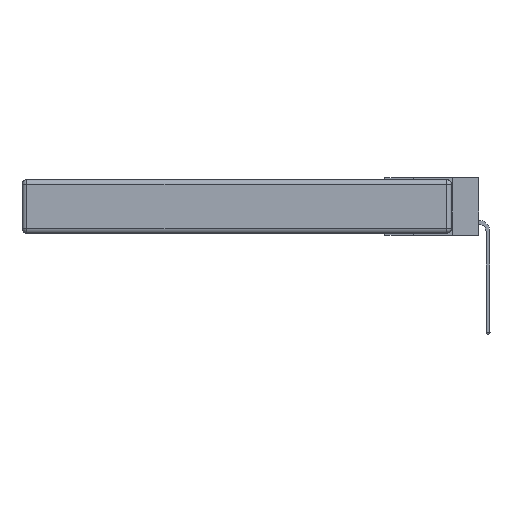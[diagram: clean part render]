
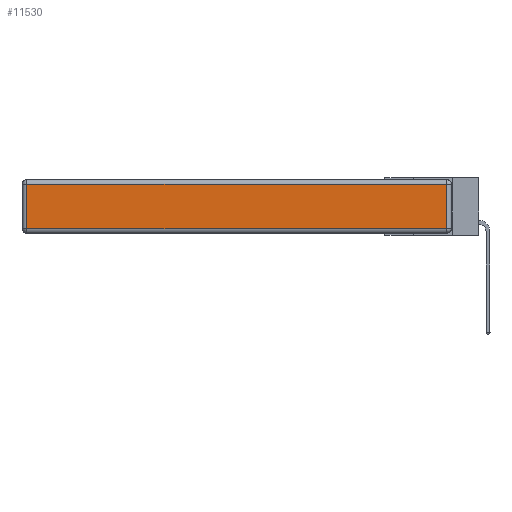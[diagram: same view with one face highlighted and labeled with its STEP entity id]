
A CAD part, left-side view. The second image highlights one B-rep face of the part: STEP entity #11530.
In plain terms, the highlighted planar face has unit normal (-1, 0, 0).
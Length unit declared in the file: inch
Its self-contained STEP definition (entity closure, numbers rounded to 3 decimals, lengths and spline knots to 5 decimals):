
#1318 = VERTEX_POINT ( 'NONE', #15297 ) ;
#2202 = CARTESIAN_POINT ( 'NONE',  ( 0., 2.72, -0.313 ) ) ;
#2391 = CARTESIAN_POINT ( 'NONE',  ( 0., 2.72, -0.03 ) ) ;
#5082 = VECTOR ( 'NONE', #15177, 39.37008 ) ;
#5281 = CARTESIAN_POINT ( 'NONE',  ( 0., 0., -0.343 ) ) ;
#5363 = DIRECTION ( 'NONE',  ( 0., 0., 1. ) ) ;
#5481 = ORIENTED_EDGE ( 'NONE', *, *, #18497, .T. ) ;
#6441 = CARTESIAN_POINT ( 'NONE',  ( 0., 0., -0.313 ) ) ;
#7234 = EDGE_CURVE ( 'NONE', #14730, #15201, #15581, .T. ) ;
#8315 = LINE ( 'NONE', #6441, #23779 ) ;
#9508 = LINE ( 'NONE', #25348, #10724 ) ;
#10724 = VECTOR ( 'NONE', #23584, 39.37008 ) ;
#11439 = VERTEX_POINT ( 'NONE', #2202 ) ;
#11530 = ADVANCED_FACE ( 'NONE', ( #24075 ), #24590, .T. ) ;
#12208 = ORIENTED_EDGE ( 'NONE', *, *, #21755, .T. ) ;
#13310 = DIRECTION ( 'NONE',  ( -1., 0., 0. ) ) ;
#14290 = DIRECTION ( 'NONE',  ( 0., -1., 0. ) ) ;
#14730 = VERTEX_POINT ( 'NONE', #21905 ) ;
#14943 = AXIS2_PLACEMENT_3D ( 'NONE', #5281, #13310, #5363 ) ;
#15177 = DIRECTION ( 'NONE',  ( 0., 1., 0. ) ) ;
#15201 = VERTEX_POINT ( 'NONE', #2391 ) ;
#15261 = CARTESIAN_POINT ( 'NONE',  ( 0., 2.75, -0.03 ) ) ;
#15297 = CARTESIAN_POINT ( 'NONE',  ( 0., 0.03, -0.313 ) ) ;
#15581 = LINE ( 'NONE', #15261, #5082 ) ;
#15905 = ORIENTED_EDGE ( 'NONE', *, *, #19408, .T. ) ;
#18486 = LINE ( 'NONE', #24524, #18801 ) ;
#18497 = EDGE_CURVE ( 'NONE', #1318, #14730, #18486, .T. ) ;
#18801 = VECTOR ( 'NONE', #24616, 39.37008 ) ;
#19408 = EDGE_CURVE ( 'NONE', #15201, #11439, #9508, .T. ) ;
#21344 = EDGE_LOOP ( 'NONE', ( #12208, #5481, #24787, #15905 ) ) ;
#21755 = EDGE_CURVE ( 'NONE', #11439, #1318, #8315, .T. ) ;
#21905 = CARTESIAN_POINT ( 'NONE',  ( 0., 0.03, -0.03 ) ) ;
#23584 = DIRECTION ( 'NONE',  ( 0., 0., -1. ) ) ;
#23779 = VECTOR ( 'NONE', #14290, 39.37008 ) ;
#24075 = FACE_OUTER_BOUND ( 'NONE', #21344, .T. ) ;
#24524 = CARTESIAN_POINT ( 'NONE',  ( 0., 0.03, -0.343 ) ) ;
#24590 = PLANE ( 'NONE',  #14943 ) ;
#24616 = DIRECTION ( 'NONE',  ( 0., 0., 1. ) ) ;
#24787 = ORIENTED_EDGE ( 'NONE', *, *, #7234, .T. ) ;
#25348 = CARTESIAN_POINT ( 'NONE',  ( 0., 2.72, -0.343 ) ) ;
